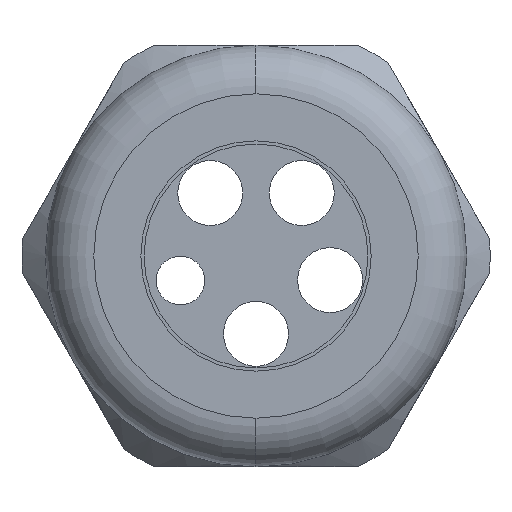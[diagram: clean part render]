
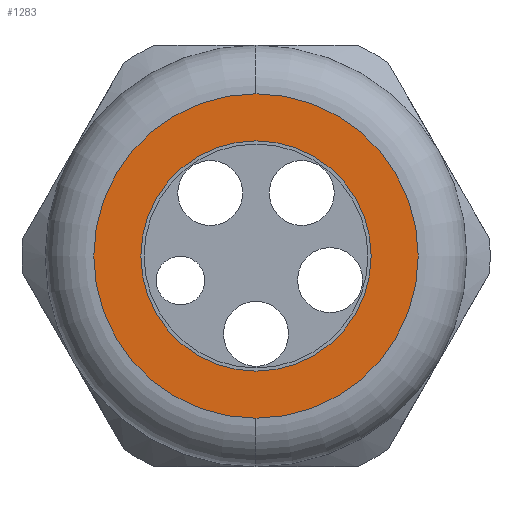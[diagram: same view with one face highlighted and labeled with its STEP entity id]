
A CAD part, left-side view. The second image highlights one B-rep face of the part: STEP entity #1283.
In plain terms, the highlighted planar face has unit normal (-1, 0, 0).
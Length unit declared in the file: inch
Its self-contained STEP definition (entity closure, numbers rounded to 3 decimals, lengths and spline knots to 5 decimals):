
#600 = VERTEX_POINT ( 'NONE', #3356 ) ;
#652 = EDGE_CURVE ( 'NONE', #653, #654, #3444, .T. ) ;
#653 = VERTEX_POINT ( 'NONE', #3440 ) ;
#654 = VERTEX_POINT ( 'NONE', #3439 ) ;
#678 = VERTEX_POINT ( 'NONE', #3516 ) ;
#680 = EDGE_CURVE ( 'NONE', #600, #678, #3515, .T. ) ;
#1283 = ADVANCED_FACE ( 'NONE', ( #4731, #4730 ), #4729, .T. ) ;
#1284 = EDGE_LOOP ( 'NONE', ( #1285, #1286 ) ) ;
#1285 = ORIENTED_EDGE ( 'NONE', *, *, #680, .T. ) ;
#1286 = ORIENTED_EDGE ( 'NONE', *, *, #1287, .T. ) ;
#1287 = EDGE_CURVE ( 'NONE', #678, #600, #4724, .T. ) ;
#1288 = EDGE_LOOP ( 'NONE', ( #1289, #1291 ) ) ;
#1289 = ORIENTED_EDGE ( 'NONE', *, *, #1290, .T. ) ;
#1290 = EDGE_CURVE ( 'NONE', #654, #653, #4719, .T. ) ;
#1291 = ORIENTED_EDGE ( 'NONE', *, *, #652, .T. ) ;
#3356 = CARTESIAN_POINT ( 'NONE',  ( -1.53, 0., 0.5 ) ) ;
#3439 = CARTESIAN_POINT ( 'NONE',  ( -1.53, 0., -0.355 ) ) ;
#3440 = CARTESIAN_POINT ( 'NONE',  ( -1.53, 0., 0.355 ) ) ;
#3441 = DIRECTION ( 'NONE',  ( 0., 0., -1. ) ) ;
#3442 = DIRECTION ( 'NONE',  ( 1., 0., 0. ) ) ;
#3443 = AXIS2_PLACEMENT_3D ( 'NONE', #3450, #3442, #3441 ) ;
#3444 = CIRCLE ( 'NONE', #3443, 0.355 ) ;
#3450 = CARTESIAN_POINT ( 'NONE',  ( -1.53, 0., 0. ) ) ;
#3511 = DIRECTION ( 'NONE',  ( 0., 0., 1. ) ) ;
#3512 = DIRECTION ( 'NONE',  ( -1., 0., 0. ) ) ;
#3513 = CARTESIAN_POINT ( 'NONE',  ( -1.53, 0., 0. ) ) ;
#3514 = AXIS2_PLACEMENT_3D ( 'NONE', #3513, #3512, #3511 ) ;
#3515 = CIRCLE ( 'NONE', #3514, 0.5 ) ;
#3516 = CARTESIAN_POINT ( 'NONE',  ( -1.53, 0., -0.5 ) ) ;
#4715 = DIRECTION ( 'NONE',  ( 0., 0., -1. ) ) ;
#4716 = DIRECTION ( 'NONE',  ( 1., 0., 0. ) ) ;
#4717 = CARTESIAN_POINT ( 'NONE',  ( -1.53, 0., 0. ) ) ;
#4718 = AXIS2_PLACEMENT_3D ( 'NONE', #4717, #4716, #4715 ) ;
#4719 = CIRCLE ( 'NONE', #4718, 0.355 ) ;
#4720 = DIRECTION ( 'NONE',  ( 0., 0., 1. ) ) ;
#4721 = DIRECTION ( 'NONE',  ( -1., 0., 0. ) ) ;
#4722 = CARTESIAN_POINT ( 'NONE',  ( -1.53, 0., 0. ) ) ;
#4723 = AXIS2_PLACEMENT_3D ( 'NONE', #4722, #4721, #4720 ) ;
#4724 = CIRCLE ( 'NONE', #4723, 0.5 ) ;
#4725 = DIRECTION ( 'NONE',  ( 0., 0., 1. ) ) ;
#4726 = DIRECTION ( 'NONE',  ( -1., 0., 0. ) ) ;
#4727 = CARTESIAN_POINT ( 'NONE',  ( -1.53, 0.65, 0. ) ) ;
#4728 = AXIS2_PLACEMENT_3D ( 'NONE', #4727, #4726, #4725 ) ;
#4729 = PLANE ( 'NONE',  #4728 ) ;
#4730 = FACE_BOUND ( 'NONE', #1288, .T. ) ;
#4731 = FACE_OUTER_BOUND ( 'NONE', #1284, .T. ) ;
